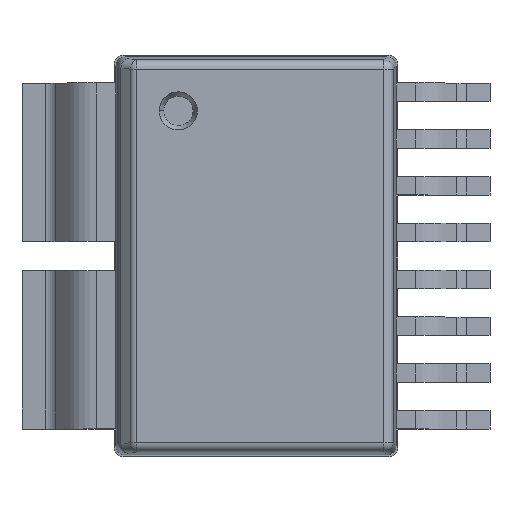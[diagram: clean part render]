
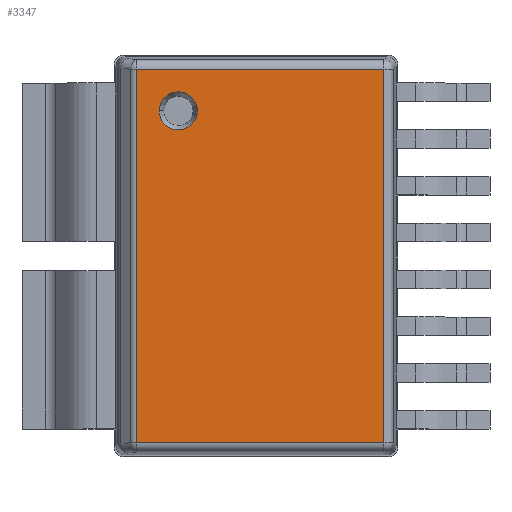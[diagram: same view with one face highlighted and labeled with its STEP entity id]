
A CAD part, top view. The second image highlights one B-rep face of the part: STEP entity #3347.
In plain terms, the highlighted face is planar.
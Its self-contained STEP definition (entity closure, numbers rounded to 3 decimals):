
#1489=CARTESIAN_POINT('',(-2.108,0.875,-3.937));
#1490=DIRECTION('',(0.,-1.,0.));
#1491=DIRECTION('',(1.,0.,0.));
#1492=AXIS2_PLACEMENT_3D('',#1489,#1490,#1491);
#1497=CARTESIAN_POINT('',(-2.108,0.875,-3.937));
#1498=DIRECTION('',(0.,-1.,0.));
#1499=DIRECTION('',(-1.,0.,0.));
#1500=AXIS2_PLACEMENT_3D('',#1497,#1498,#1499);
#1505=DIRECTION('',(1.,0.,0.));
#1506=VECTOR('',#1505,6.705);
#1507=CARTESIAN_POINT('',(-3.237,0.875,5.068));
#1508=LINE('',#1507,#1506);
#1512=DIRECTION('',(0.,0.,1.));
#1513=VECTOR('',#1512,10.136);
#1514=CARTESIAN_POINT('',(-3.237,0.875,-5.068));
#1515=LINE('',#1514,#1513);
#1519=DIRECTION('',(-1.,0.,0.));
#1520=VECTOR('',#1519,6.705);
#1521=CARTESIAN_POINT('',(3.468,0.875,-5.068));
#1522=LINE('',#1521,#1520);
#1526=DIRECTION('',(0.,0.,-1.));
#1527=VECTOR('',#1526,10.136);
#1528=CARTESIAN_POINT('',(3.468,0.875,5.068));
#1529=LINE('',#1528,#1527);
#1898=CARTESIAN_POINT('',(-1.591,0.875,-3.937));
#1899=CARTESIAN_POINT('',(-2.625,0.875,-3.937));
#1900=VERTEX_POINT('',#1898);
#1901=VERTEX_POINT('',#1899);
#1968=CARTESIAN_POINT('',(-3.237,0.875,5.068));
#1969=CARTESIAN_POINT('',(3.468,0.875,5.068));
#1970=VERTEX_POINT('',#1968);
#1971=VERTEX_POINT('',#1969);
#1980=CARTESIAN_POINT('',(3.468,0.875,-5.068));
#1981=VERTEX_POINT('',#1980);
#1990=CARTESIAN_POINT('',(-3.237,0.875,-5.068));
#1991=VERTEX_POINT('',#1990);
#3328=CARTESIAN_POINT('',(0.,0.875,0.));
#3329=DIRECTION('',(0.,1.,0.));
#3330=DIRECTION('',(1.,0.,0.));
#3331=AXIS2_PLACEMENT_3D('',#3328,#3329,#3330);
#3332=PLANE('',#3331);
#3333=ORIENTED_EDGE('',*,*,#2793,.F.);
#3335=ORIENTED_EDGE('',*,*,#3334,.F.);
#3336=ORIENTED_EDGE('',*,*,#3321,.F.);
#3338=ORIENTED_EDGE('',*,*,#3337,.F.);
#3339=EDGE_LOOP('',(#3333,#3335,#3336,#3338));
#3340=FACE_OUTER_BOUND('',#3339,.F.);
#3342=ORIENTED_EDGE('',*,*,#3341,.F.);
#3344=ORIENTED_EDGE('',*,*,#3343,.F.);
#3345=EDGE_LOOP('',(#3342,#3344));
#3346=FACE_BOUND('',#3345,.F.);
#3347=ADVANCED_FACE('',(#3340,#3346),#3332,.T.);
#1493=CIRCLE('',#1492,0.517);
#1501=CIRCLE('',#1500,0.517);
#2793=EDGE_CURVE('',#1970,#1971,#1508,.T.);
#3321=EDGE_CURVE('',#1981,#1991,#1522,.T.);
#3334=EDGE_CURVE('',#1991,#1970,#1515,.T.);
#3337=EDGE_CURVE('',#1971,#1981,#1529,.T.);
#3341=EDGE_CURVE('',#1900,#1901,#1493,.T.);
#3343=EDGE_CURVE('',#1901,#1900,#1501,.T.);
